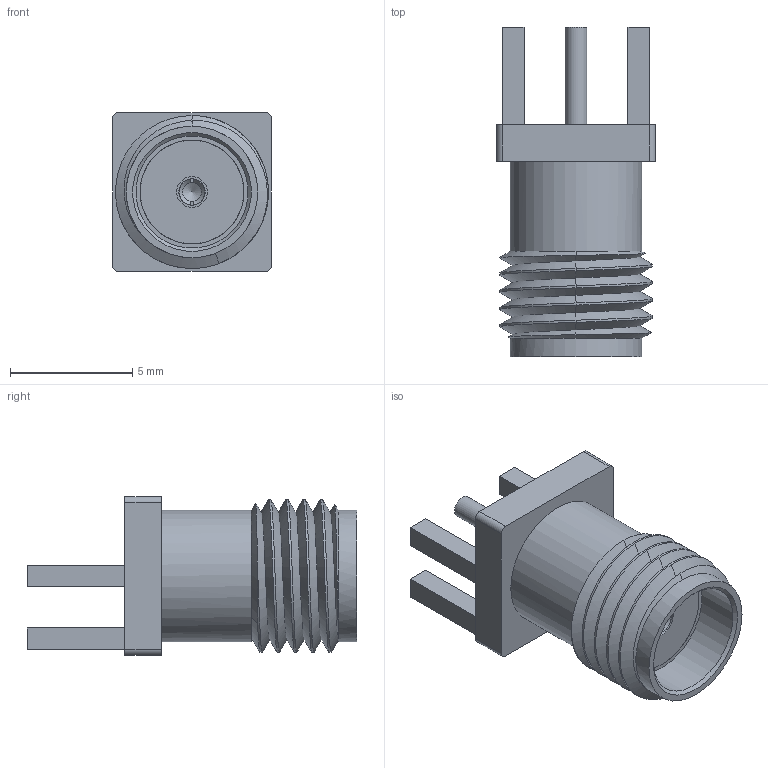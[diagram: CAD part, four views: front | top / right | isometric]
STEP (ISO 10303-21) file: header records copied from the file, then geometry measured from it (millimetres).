
FILE_DESCRIPTION(('FreeCAD Model'),'2;1');
FILE_NAME('Open CASCADE Shape Model','2021-05-07T21:00:03',('Author'),( ''),'Open CASCADE STEP processor 7.5','FreeCAD','Unknown');
FILE_SCHEMA(('AUTOMOTIVE_DESIGN { 1 0 10303 214 1 1 1 1 }'));
Length unit declared in the file: millimetre
Products named in the file (4): SMA_female_edge_6_5x6_5; Body; Dielectric; Pin
Assembly tree (3 placements, depth 2):
  SMA_female_edge_6_5x6_5
    Body
    Dielectric
    Pin
Bounding box: 6.5 x 13.5 x 6.5 mm (x, y, z)
Volume: 238.4 mm3; surface area: 683.3 mm2
Topology: 3 solids, 3 shells, 82 faces, 193 edges, 120 vertices
Faces by surface type: plane 43, cylinder 19, bspline 12, cone 8
Full cylindrical faces by diameter (mm): 0.775 x1, 0.9 x1, 1.079 x1, 1.27 x2, 4.254 x1, 4.255 x1, 4.597 x1, 5.385 x2, 6.257 x3
Entity records: 8832 total; most frequent: CARTESIAN_POINT 4980, DIRECTION 673, LINE 390, VECTOR 390, ORIENTED_EDGE 376, PCURVE 376, DEFINITIONAL_REPRESENTATION 376, EDGE_CURVE 188
